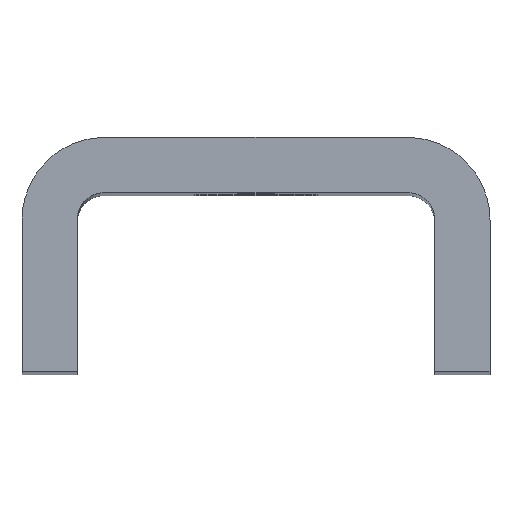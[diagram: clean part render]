
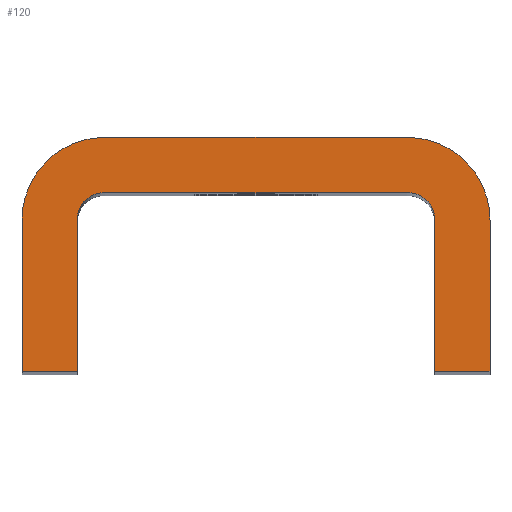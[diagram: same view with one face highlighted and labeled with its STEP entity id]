
A CAD part, top view. The second image highlights one B-rep face of the part: STEP entity #120.
In plain terms, the highlighted planar face has unit normal (0, 0, 1).
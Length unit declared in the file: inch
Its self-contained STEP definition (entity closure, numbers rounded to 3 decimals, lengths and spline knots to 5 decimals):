
#120=ADVANCED_FACE('',(#246),#247,.T.);
#246=FACE_OUTER_BOUND('',#472,.T.);
#247=PLANE('',#473);
#472=EDGE_LOOP('',(#748,#749,#750,#751,#752,#753,#754,#755,#756,#757,#758,#759));
#473=AXIS2_PLACEMENT_3D('',#760,#761,#762);
#748=ORIENTED_EDGE('',*,*,#950,.F.);
#749=ORIENTED_EDGE('',*,*,#951,.F.);
#750=ORIENTED_EDGE('',*,*,#952,.F.);
#751=ORIENTED_EDGE('',*,*,#910,.F.);
#752=ORIENTED_EDGE('',*,*,#933,.F.);
#753=ORIENTED_EDGE('',*,*,#953,.F.);
#754=ORIENTED_EDGE('',*,*,#915,.F.);
#755=ORIENTED_EDGE('',*,*,#954,.F.);
#756=ORIENTED_EDGE('',*,*,#884,.F.);
#757=ORIENTED_EDGE('',*,*,#955,.F.);
#758=ORIENTED_EDGE('',*,*,#905,.F.);
#759=ORIENTED_EDGE('',*,*,#940,.F.);
#760=CARTESIAN_POINT('',(0.53125,0.32427,4.0));
#761=DIRECTION('',(0.0,0.0,1.0));
#762=DIRECTION('',(1.0,0.0,0.0));
#884=EDGE_CURVE('',#1007,#1008,#1009,.T.);
#905=EDGE_CURVE('',#1044,#1045,#1046,.T.);
#910=EDGE_CURVE('',#1053,#1054,#1055,.T.);
#915=EDGE_CURVE('',#1062,#1063,#1064,.T.);
#933=EDGE_CURVE('',#1096,#1053,#1097,.T.);
#940=EDGE_CURVE('',#1105,#1044,#1106,.T.);
#950=EDGE_CURVE('',#1117,#1105,#1118,.T.);
#951=EDGE_CURVE('',#1119,#1117,#1120,.T.);
#952=EDGE_CURVE('',#1054,#1119,#1121,.T.);
#953=EDGE_CURVE('',#1063,#1096,#1122,.T.);
#954=EDGE_CURVE('',#1008,#1062,#1123,.T.);
#955=EDGE_CURVE('',#1045,#1007,#1124,.T.);
#1007=VERTEX_POINT('',#1194);
#1008=VERTEX_POINT('',#1195);
#1009=LINE('',#1196,#1197);
#1044=VERTEX_POINT('',#1280);
#1045=VERTEX_POINT('',#1281);
#1046=LINE('',#1282,#1283);
#1053=VERTEX_POINT('',#1293);
#1054=VERTEX_POINT('',#1294);
#1055=B_SPLINE_CURVE_WITH_KNOTS('',3,(#1295,#1296,#1297,#1298),.UNSPECIFIED.,.F.,.F.,(4,4),(0.0,1.0),.UNSPECIFIED.);
#1062=VERTEX_POINT('',#1310);
#1063=VERTEX_POINT('',#1311);
#1064=LINE('',#1312,#1313);
#1096=VERTEX_POINT('',#1387);
#1097=LINE('',#1388,#1389);
#1105=VERTEX_POINT('',#1401);
#1106=B_SPLINE_CURVE_WITH_KNOTS('',3,(#1402,#1403,#1404,#1405),.UNSPECIFIED.,.F.,.F.,(4,4),(0.0,1.0),.UNSPECIFIED.);
#1117=VERTEX_POINT('',#1423);
#1118=LINE('',#1424,#1425);
#1119=VERTEX_POINT('',#1426);
#1120=LINE('',#1427,#1428);
#1121=LINE('',#1429,#1430);
#1122=B_SPLINE_CURVE_WITH_KNOTS('',3,(#1431,#1432,#1433,#1434),.UNSPECIFIED.,.F.,.F.,(4,4),(0.0,1.0),.UNSPECIFIED.);
#1123=LINE('',#1435,#1436);
#1124=B_SPLINE_CURVE_WITH_KNOTS('',3,(#1437,#1438,#1439,#1440),.UNSPECIFIED.,.F.,.F.,(4,4),(0.0,1.0),.UNSPECIFIED.);
#1194=CARTESIAN_POINT('',(0.12501,0.34376,4.0));
#1195=CARTESIAN_POINT('',(0.12501,0.0,4.0));
#1196=CARTESIAN_POINT('',(0.12501,0.34376,4.0));
#1197=VECTOR('',#1498,1.0);
#1280=CARTESIAN_POINT('',(0.875,0.40626,4.0));
#1281=CARTESIAN_POINT('',(0.1875,0.40626,4.0));
#1282=CARTESIAN_POINT('',(0.875,0.40626,4.0));
#1283=VECTOR('',#1502,1.0);
#1293=CARTESIAN_POINT('',(0.875,0.53126,4.0));
#1294=CARTESIAN_POINT('',(1.0625,0.34376,4.0));
#1295=CARTESIAN_POINT('',(0.875,0.53126,4.0));
#1296=CARTESIAN_POINT('',(0.97854,0.53126,4.0));
#1297=CARTESIAN_POINT('',(1.0625,0.44732,4.0));
#1298=CARTESIAN_POINT('',(1.0625,0.34376,4.0));
#1310=CARTESIAN_POINT('',(0.0,0.0,4.0));
#1311=CARTESIAN_POINT('',(0.0,0.34376,4.0));
#1312=CARTESIAN_POINT('',(0.0,0.0,4.0));
#1313=VECTOR('',#1508,1.0);
#1387=CARTESIAN_POINT('',(0.1875,0.53126,4.0));
#1388=CARTESIAN_POINT('',(0.1875,0.53126,4.0));
#1389=VECTOR('',#1512,1.0);
#1401=CARTESIAN_POINT('',(0.93751,0.34376,4.0));
#1402=CARTESIAN_POINT('',(0.93751,0.34376,4.0));
#1403=CARTESIAN_POINT('',(0.93751,0.37828,4.0));
#1404=CARTESIAN_POINT('',(0.90952,0.40626,4.0));
#1405=CARTESIAN_POINT('',(0.875,0.40626,4.0));
#1423=CARTESIAN_POINT('',(0.93751,0.0,4.0));
#1424=CARTESIAN_POINT('',(0.93751,0.0,4.0));
#1425=VECTOR('',#1521,1.0);
#1426=CARTESIAN_POINT('',(1.0625,0.0,4.0));
#1427=CARTESIAN_POINT('',(1.0625,0.0,4.0));
#1428=VECTOR('',#1522,1.0);
#1429=CARTESIAN_POINT('',(1.0625,0.34376,4.0));
#1430=VECTOR('',#1523,1.0);
#1431=CARTESIAN_POINT('',(0.0,0.34376,4.0));
#1432=CARTESIAN_POINT('',(0.0,0.44732,4.0));
#1433=CARTESIAN_POINT('',(0.08394,0.53126,4.0));
#1434=CARTESIAN_POINT('',(0.1875,0.53126,4.0));
#1435=CARTESIAN_POINT('',(0.12501,0.0,4.0));
#1436=VECTOR('',#1524,1.0);
#1437=CARTESIAN_POINT('',(0.1875,0.40626,4.0));
#1438=CARTESIAN_POINT('',(0.15299,0.40626,4.0));
#1439=CARTESIAN_POINT('',(0.12501,0.37828,4.0));
#1440=CARTESIAN_POINT('',(0.12501,0.34376,4.0));
#1498=DIRECTION('',(0.0,-1.0,0.0));
#1502=DIRECTION('',(-1.0,0.0,0.0));
#1508=DIRECTION('',(0.0,1.0,0.0));
#1512=DIRECTION('',(1.0,0.0,0.0));
#1521=DIRECTION('',(0.0,1.0,0.0));
#1522=DIRECTION('',(-1.0,0.0,0.0));
#1523=DIRECTION('',(0.0,-1.0,0.0));
#1524=DIRECTION('',(-1.0,0.0,0.0));
